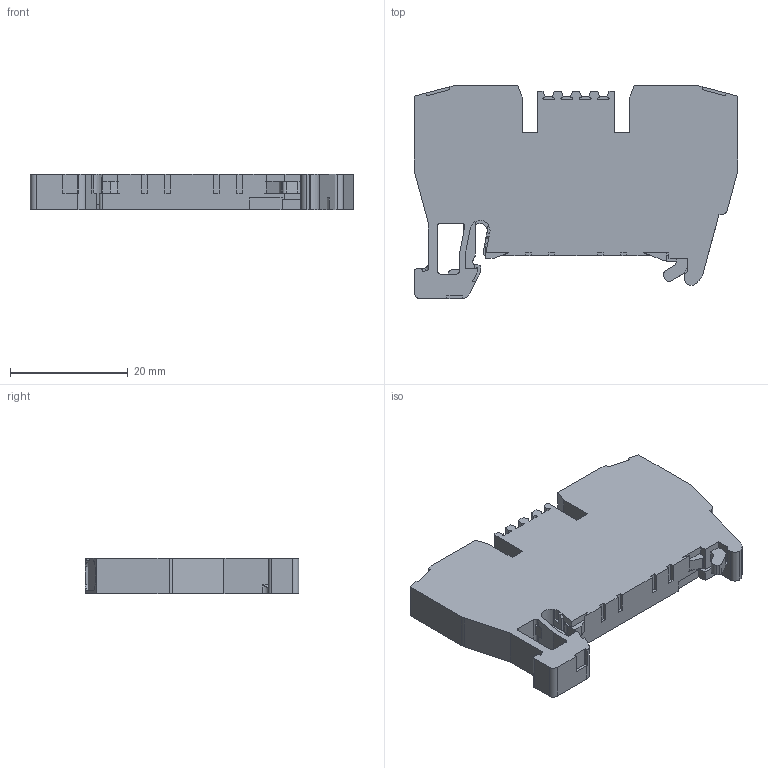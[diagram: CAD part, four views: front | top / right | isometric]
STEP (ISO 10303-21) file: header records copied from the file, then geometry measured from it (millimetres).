
FILE_DESCRIPTION (( 'STEP AP214' ), '1' );
FILE_NAME ('336230_YBK 4T_STP.STEP', '2013-11-13T11:50:30', ( 'arge' ), ( 'Microsoft' ), 'SwSTEP 2.0', 'SolidWorks 2013', '' );
FILE_SCHEMA (( 'AUTOMOTIVE_DESIGN' ));
Length unit declared in the file: millimetre
Products named in the file (1): 336230_YBK 4T_STP
Bounding box: 55 x 36.31 x 6 mm (x, y, z)
Volume: 8879.5 mm3; surface area: 4724.7 mm2
Topology: 1 solids, 1 shells, 271 faces, 785 edges, 520 vertices
Faces by surface type: plane 199, cylinder 58, bspline 14
Entity records: 11531 total; most frequent: CARTESIAN_POINT 1919, ORIENTED_EDGE 1570, DIRECTION 1386, EDGE_CURVE 785, LINE 608, VECTOR 608, VERTEX_POINT 520, AXIS2_PLACEMENT_3D 389
